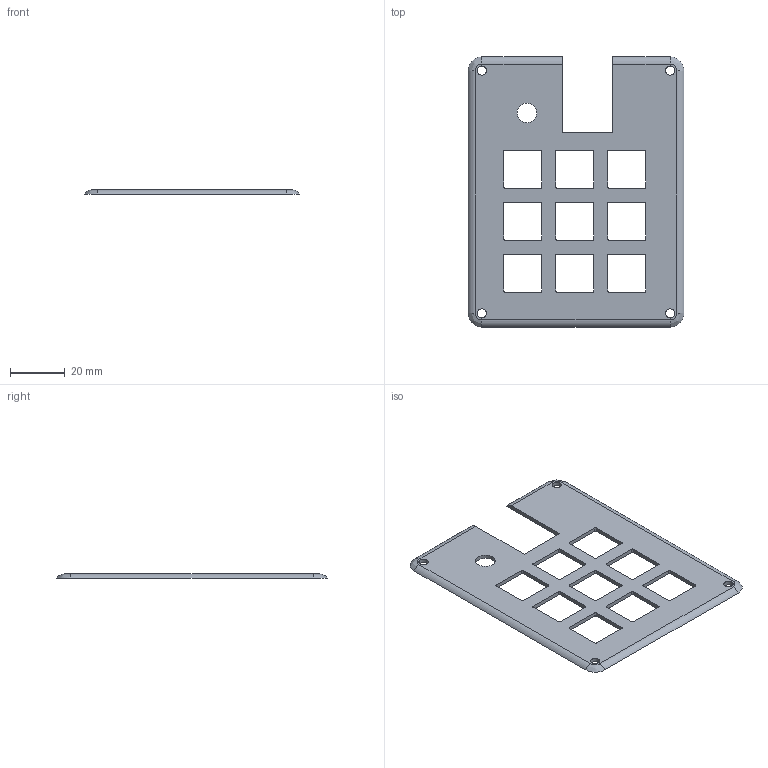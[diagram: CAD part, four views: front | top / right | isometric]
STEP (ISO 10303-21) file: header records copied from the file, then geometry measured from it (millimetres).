
FILE_DESCRIPTION(/* description */ (''),/* implementation_level */ '2;1');
FILE_NAME(/* name */ 'Case Top.step',/* time_stamp */ '2025-06-01T19:50:10-04:00',/* author */ (''),/* organization */ (''),/* preprocessor_version */ 'ST-DEVELOPER v20.1',/* originating_system */ 'Autodesk Translation Framework v14.10.0.0',/* authorisation */ '');
FILE_SCHEMA (('AUTOMOTIVE_DESIGN { 1 0 10303 214 3 1 1 }'));
Length unit declared in the file: millimetre
Products named in the file (1): 2025-06-01-18-00-04-187
Bounding box: 79 x 99 x 1.5 mm (x, y, z)
Volume: 7805.8 mm3; surface area: 12026.7 mm2
Topology: 1 solids, 1 shells, 91 faces, 267 edges, 178 vertices
Faces by surface type: cylinder 46, plane 41, bspline 4
Full cylindrical faces by diameter (mm): 3.4 x4, 7.2 x1
Entity records: 3166 total; most frequent: CARTESIAN_POINT 569, DIRECTION 543, ORIENTED_EDGE 534, EDGE_CURVE 267, AXIS2_PLACEMENT_3D 188, VERTEX_POINT 178, LINE 167, VECTOR 167
